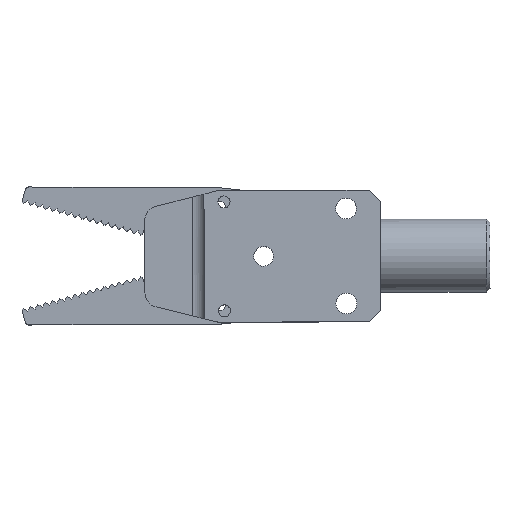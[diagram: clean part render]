
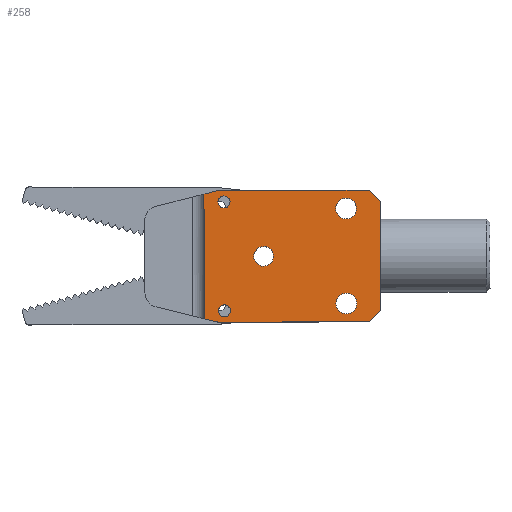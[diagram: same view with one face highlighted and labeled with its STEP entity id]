
A CAD part, top view. The second image highlights one B-rep face of the part: STEP entity #258.
In plain terms, the highlighted planar face has unit normal (0, 0, 1).
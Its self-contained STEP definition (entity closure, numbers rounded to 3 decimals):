
#258=ADVANCED_FACE('',(#596,#597,#598,#599,#600,#601),#602,.F.);
#596=FACE_BOUND('',#1072,.T.);
#597=FACE_BOUND('',#1073,.T.);
#598=FACE_BOUND('',#1074,.T.);
#599=FACE_BOUND('',#1075,.T.);
#600=FACE_BOUND('',#1076,.T.);
#601=FACE_OUTER_BOUND('',#1077,.T.);
#602=PLANE('',#1078);
#1072=EDGE_LOOP('',(#1574));
#1073=EDGE_LOOP('',(#1575));
#1074=EDGE_LOOP('',(#1576));
#1075=EDGE_LOOP('',(#1577));
#1076=EDGE_LOOP('',(#1578));
#1077=EDGE_LOOP('',(#1579,#1580,#1581,#1582,#1583,#1584,#1585,#1586,#1587));
#1078=AXIS2_PLACEMENT_3D('',#1588,#1589,#1590);
#1574=ORIENTED_EDGE('',*,*,#2724,.F.);
#1575=ORIENTED_EDGE('',*,*,#2725,.F.);
#1576=ORIENTED_EDGE('',*,*,#2726,.T.);
#1577=ORIENTED_EDGE('',*,*,#2727,.T.);
#1578=ORIENTED_EDGE('',*,*,#2728,.T.);
#1579=ORIENTED_EDGE('',*,*,#2729,.T.);
#1580=ORIENTED_EDGE('',*,*,#2730,.T.);
#1581=ORIENTED_EDGE('',*,*,#2731,.T.);
#1582=ORIENTED_EDGE('',*,*,#2732,.T.);
#1583=ORIENTED_EDGE('',*,*,#2733,.F.);
#1584=ORIENTED_EDGE('',*,*,#2734,.T.);
#1585=ORIENTED_EDGE('',*,*,#2735,.T.);
#1586=ORIENTED_EDGE('',*,*,#2736,.T.);
#1587=ORIENTED_EDGE('',*,*,#2737,.T.);
#1588=CARTESIAN_POINT('',(0.0,0.0,5.0));
#1589=DIRECTION('',(0.0,0.0,-1.0));
#1590=DIRECTION('',(0.0,-1.0,0.0));
#2724=EDGE_CURVE('',#3209,#3209,#3210,.F.);
#2725=EDGE_CURVE('',#3211,#3211,#3212,.F.);
#2726=EDGE_CURVE('',#3213,#3213,#3214,.T.);
#2727=EDGE_CURVE('',#3215,#3215,#3216,.T.);
#2728=EDGE_CURVE('',#3217,#3217,#3218,.T.);
#2729=EDGE_CURVE('',#3219,#3220,#3221,.T.);
#2730=EDGE_CURVE('',#3220,#3222,#3223,.T.);
#2731=EDGE_CURVE('',#3222,#3224,#3225,.T.);
#2732=EDGE_CURVE('',#3224,#3226,#3227,.T.);
#2733=EDGE_CURVE('',#3228,#3226,#3229,.T.);
#2734=EDGE_CURVE('',#3228,#3230,#3231,.T.);
#2735=EDGE_CURVE('',#3230,#3232,#3233,.T.);
#2736=EDGE_CURVE('',#3232,#3234,#3235,.T.);
#2737=EDGE_CURVE('',#3234,#3219,#3236,.T.);
#3209=VERTEX_POINT('',#4048);
#3210=CIRCLE('',#4049,0.825);
#3211=VERTEX_POINT('',#4050);
#3212=CIRCLE('',#4051,0.825);
#3213=VERTEX_POINT('',#4052);
#3214=CIRCLE('',#4053,1.425);
#3215=VERTEX_POINT('',#4054);
#3216=CIRCLE('',#4055,1.425);
#3217=VERTEX_POINT('',#4056);
#3218=CIRCLE('',#4057,1.35);
#3219=VERTEX_POINT('',#4058);
#3220=VERTEX_POINT('',#4059);
#3221=LINE('',#4060,#4061);
#3222=VERTEX_POINT('',#4062);
#3223=LINE('',#4063,#4064);
#3224=VERTEX_POINT('',#4065);
#3225=LINE('',#4066,#4067);
#3226=VERTEX_POINT('',#4068);
#3227=LINE('',#4069,#4070);
#3228=VERTEX_POINT('',#4071);
#3229=LINE('',#4072,#4073);
#3230=VERTEX_POINT('',#4074);
#3231=LINE('',#4075,#4076);
#3232=VERTEX_POINT('',#4077);
#3233=LINE('',#4078,#4079);
#3234=VERTEX_POINT('',#4080);
#3235=LINE('',#4081,#4082);
#3236=LINE('',#4083,#4084);
#4048=CARTESIAN_POINT('',(-9.975,7.45,5.0));
#4049=AXIS2_PLACEMENT_3D('',#4915,#4916,#4917);
#4050=CARTESIAN_POINT('',(-9.975,-7.45,5.0));
#4051=AXIS2_PLACEMENT_3D('',#4918,#4919,#4920);
#4052=CARTESIAN_POINT('',(6.125,-6.5,5.0));
#4053=AXIS2_PLACEMENT_3D('',#4921,#4922,#4923);
#4054=CARTESIAN_POINT('',(6.125,6.5,5.0));
#4055=AXIS2_PLACEMENT_3D('',#4924,#4925,#4926);
#4056=CARTESIAN_POINT('',(-5.1,0.0,5.0));
#4057=AXIS2_PLACEMENT_3D('',#4927,#4928,#4929);
#4058=CARTESIAN_POINT('',(12.2,0.,5.0));
#4059=CARTESIAN_POINT('',(12.2,7.5,5.0));
#4060=CARTESIAN_POINT('',(12.2,9.0,5.0));
#4061=VECTOR('',#4930,1.0);
#4062=CARTESIAN_POINT('',(10.7,9.0,5.0));
#4063=CARTESIAN_POINT('',(12.2,7.5,5.0));
#4064=VECTOR('',#4931,1.0);
#4065=CARTESIAN_POINT('',(-10.0,9.0,5.0));
#4066=CARTESIAN_POINT('',(-10.0,9.0,5.0));
#4067=VECTOR('',#4932,1.0);
#4068=CARTESIAN_POINT('',(-11.888,8.528,5.0));
#4069=CARTESIAN_POINT('',(-10.0,9.0,5.0));
#4070=VECTOR('',#4933,1.0);
#4071=CARTESIAN_POINT('',(-11.888,-8.528,5.0));
#4072=CARTESIAN_POINT('',(-11.888,-9.001,5.0));
#4073=VECTOR('',#4934,1.0);
#4074=CARTESIAN_POINT('',(-10.0,-9.0,5.0));
#4075=CARTESIAN_POINT('',(-10.0,-9.0,5.0));
#4076=VECTOR('',#4935,1.0);
#4077=CARTESIAN_POINT('',(10.7,-9.0,5.0));
#4078=CARTESIAN_POINT('',(-10.0,-9.0,5.0));
#4079=VECTOR('',#4936,1.0);
#4080=CARTESIAN_POINT('',(12.2,-7.5,5.0));
#4081=CARTESIAN_POINT('',(10.7,-9.0,5.0));
#4082=VECTOR('',#4937,1.0);
#4083=CARTESIAN_POINT('',(12.2,9.0,5.0));
#4084=VECTOR('',#4938,1.0);
#4915=CARTESIAN_POINT('',(-9.15,7.45,5.0));
#4916=DIRECTION('',(0.0,0.0,-1.0));
#4917=DIRECTION('',(-1.0,0.0,0.0));
#4918=CARTESIAN_POINT('',(-9.15,-7.45,5.0));
#4919=DIRECTION('',(0.0,0.0,-1.0));
#4920=DIRECTION('',(-1.0,0.0,0.0));
#4921=CARTESIAN_POINT('',(7.55,-6.5,5.0));
#4922=DIRECTION('',(0.0,0.0,-1.0));
#4923=DIRECTION('',(-1.0,0.0,0.0));
#4924=CARTESIAN_POINT('',(7.55,6.5,5.0));
#4925=DIRECTION('',(0.0,0.0,-1.0));
#4926=DIRECTION('',(-1.0,0.0,0.0));
#4927=CARTESIAN_POINT('',(-3.75,0.0,5.0));
#4928=DIRECTION('',(0.0,0.0,-1.0));
#4929=DIRECTION('',(-1.0,0.0,0.0));
#4930=DIRECTION('',(0.,1.0,0.0));
#4931=DIRECTION('',(-0.707,0.707,0.0));
#4932=DIRECTION('',(-1.0,0.,0.0));
#4933=DIRECTION('',(-0.97,-0.243,0.0));
#4934=DIRECTION('',(0.0,1.0,0.0));
#4935=DIRECTION('',(0.97,-0.243,0.0));
#4936=DIRECTION('',(1.0,0.,0.0));
#4937=DIRECTION('',(0.707,0.707,0.0));
#4938=DIRECTION('',(0.,1.0,0.0));
